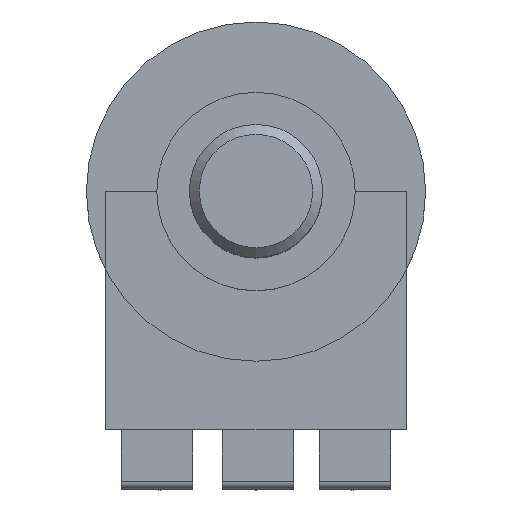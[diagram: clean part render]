
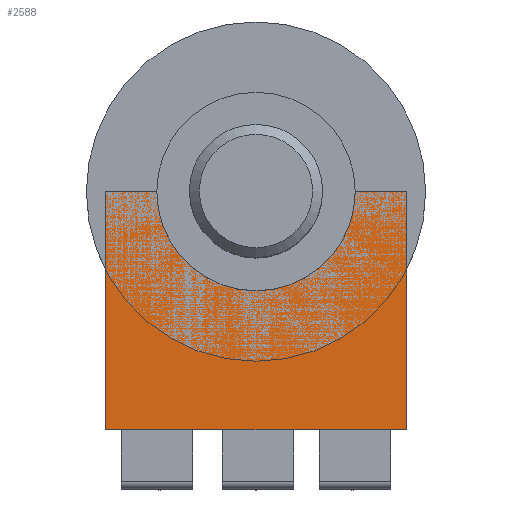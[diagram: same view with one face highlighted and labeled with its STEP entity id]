
A CAD part, top view. The second image highlights one B-rep face of the part: STEP entity #2588.
In plain terms, the highlighted planar face has unit normal (0, 0, 1).
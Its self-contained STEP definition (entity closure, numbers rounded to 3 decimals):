
#1066 = PLANE('',#1067);
#1067 = AXIS2_PLACEMENT_3D('',#1068,#1069,#1070);
#1068 = CARTESIAN_POINT('',(7.585,-12.,5.88));
#1069 = DIRECTION('',(0.,-1.,0.));
#1070 = DIRECTION('',(-1.,0.,0.));
#1367 = VERTEX_POINT('',#1368);
#1368 = CARTESIAN_POINT('',(7.585,-12.,7.));
#1382 = PLANE('',#1383);
#1383 = AXIS2_PLACEMENT_3D('',#1384,#1385,#1386);
#1384 = CARTESIAN_POINT('',(7.585,0.,5.88));
#1385 = DIRECTION('',(1.,0.,0.));
#1386 = DIRECTION('',(0.,-1.,0.));
#1394 = EDGE_CURVE('',#1367,#1395,#1397,.T.);
#1395 = VERTEX_POINT('',#1396);
#1396 = CARTESIAN_POINT('',(-7.585,-12.,7.));
#1397 = SURFACE_CURVE('',#1398,(#1402,#1409),.PCURVE_S1.);
#1398 = LINE('',#1399,#1400);
#1399 = CARTESIAN_POINT('',(7.585,-12.,7.));
#1400 = VECTOR('',#1401,1.);
#1401 = DIRECTION('',(-1.,0.,0.));
#1402 = PCURVE('',#1066,#1403);
#1403 = DEFINITIONAL_REPRESENTATION('',(#1404),#1408);
#1404 = LINE('',#1405,#1406);
#1405 = CARTESIAN_POINT('',(0.,-1.12));
#1406 = VECTOR('',#1407,1.);
#1407 = DIRECTION('',(1.,0.));
#1408 = ( GEOMETRIC_REPRESENTATION_CONTEXT(2) 
PARAMETRIC_REPRESENTATION_CONTEXT() REPRESENTATION_CONTEXT('2D SPACE',''
  ) );
#1409 = PCURVE('',#1410,#1415);
#1410 = PLANE('',#1411);
#1411 = AXIS2_PLACEMENT_3D('',#1412,#1413,#1414);
#1412 = CARTESIAN_POINT('',(-7.585,0.,7.));
#1413 = DIRECTION('',(0.,0.,1.));
#1414 = DIRECTION('',(1.,0.,0.));
#1415 = DEFINITIONAL_REPRESENTATION('',(#1416),#1420);
#1416 = LINE('',#1417,#1418);
#1417 = CARTESIAN_POINT('',(15.17,-12.));
#1418 = VECTOR('',#1419,1.);
#1419 = DIRECTION('',(-1.,0.));
#1420 = ( GEOMETRIC_REPRESENTATION_CONTEXT(2) 
PARAMETRIC_REPRESENTATION_CONTEXT() REPRESENTATION_CONTEXT('2D SPACE',''
  ) );
#1438 = PLANE('',#1439);
#1439 = AXIS2_PLACEMENT_3D('',#1440,#1441,#1442);
#1440 = CARTESIAN_POINT('',(-7.585,-12.,5.88));
#1441 = DIRECTION('',(-1.,0.,0.));
#1442 = DIRECTION('',(0.,1.,0.));
#1763 = PLANE('',#1764);
#1764 = AXIS2_PLACEMENT_3D('',#1765,#1766,#1767);
#1765 = CARTESIAN_POINT('',(-7.585,0.,5.88));
#1766 = DIRECTION('',(0.,1.,0.));
#1767 = DIRECTION('',(1.,0.,0.));
#2544 = EDGE_CURVE('',#1395,#2545,#2547,.T.);
#2545 = VERTEX_POINT('',#2546);
#2546 = CARTESIAN_POINT('',(-7.585,0.,7.));
#2547 = SURFACE_CURVE('',#2548,(#2552,#2559),.PCURVE_S1.);
#2548 = LINE('',#2549,#2550);
#2549 = CARTESIAN_POINT('',(-7.585,-12.,7.));
#2550 = VECTOR('',#2551,1.);
#2551 = DIRECTION('',(0.,1.,0.));
#2552 = PCURVE('',#1438,#2553);
#2553 = DEFINITIONAL_REPRESENTATION('',(#2554),#2558);
#2554 = LINE('',#2555,#2556);
#2555 = CARTESIAN_POINT('',(0.,-1.12));
#2556 = VECTOR('',#2557,1.);
#2557 = DIRECTION('',(1.,0.));
#2558 = ( GEOMETRIC_REPRESENTATION_CONTEXT(2) 
PARAMETRIC_REPRESENTATION_CONTEXT() REPRESENTATION_CONTEXT('2D SPACE',''
  ) );
#2559 = PCURVE('',#1410,#2560);
#2560 = DEFINITIONAL_REPRESENTATION('',(#2561),#2565);
#2561 = LINE('',#2562,#2563);
#2562 = CARTESIAN_POINT('',(0.,-12.));
#2563 = VECTOR('',#2564,1.);
#2564 = DIRECTION('',(0.,1.));
#2565 = ( GEOMETRIC_REPRESENTATION_CONTEXT(2) 
PARAMETRIC_REPRESENTATION_CONTEXT() REPRESENTATION_CONTEXT('2D SPACE',''
  ) );
#2588 = ADVANCED_FACE('',(#2589),#1410,.T.);
#2589 = FACE_BOUND('',#2590,.F.);
#2590 = EDGE_LOOP('',(#2591,#2614,#2635,#2636));
#2591 = ORIENTED_EDGE('',*,*,#2592,.T.);
#2592 = EDGE_CURVE('',#2545,#2593,#2595,.T.);
#2593 = VERTEX_POINT('',#2594);
#2594 = CARTESIAN_POINT('',(7.585,0.,7.));
#2595 = SURFACE_CURVE('',#2596,(#2600,#2607),.PCURVE_S1.);
#2596 = LINE('',#2597,#2598);
#2597 = CARTESIAN_POINT('',(-7.585,0.,7.));
#2598 = VECTOR('',#2599,1.);
#2599 = DIRECTION('',(1.,0.,0.));
#2600 = PCURVE('',#1410,#2601);
#2601 = DEFINITIONAL_REPRESENTATION('',(#2602),#2606);
#2602 = LINE('',#2603,#2604);
#2603 = CARTESIAN_POINT('',(0.,0.));
#2604 = VECTOR('',#2605,1.);
#2605 = DIRECTION('',(1.,0.));
#2606 = ( GEOMETRIC_REPRESENTATION_CONTEXT(2) 
PARAMETRIC_REPRESENTATION_CONTEXT() REPRESENTATION_CONTEXT('2D SPACE',''
  ) );
#2607 = PCURVE('',#1763,#2608);
#2608 = DEFINITIONAL_REPRESENTATION('',(#2609),#2613);
#2609 = LINE('',#2610,#2611);
#2610 = CARTESIAN_POINT('',(0.,-1.12));
#2611 = VECTOR('',#2612,1.);
#2612 = DIRECTION('',(1.,0.));
#2613 = ( GEOMETRIC_REPRESENTATION_CONTEXT(2) 
PARAMETRIC_REPRESENTATION_CONTEXT() REPRESENTATION_CONTEXT('2D SPACE',''
  ) );
#2614 = ORIENTED_EDGE('',*,*,#2615,.T.);
#2615 = EDGE_CURVE('',#2593,#1367,#2616,.T.);
#2616 = SURFACE_CURVE('',#2617,(#2621,#2628),.PCURVE_S1.);
#2617 = LINE('',#2618,#2619);
#2618 = CARTESIAN_POINT('',(7.585,0.,7.));
#2619 = VECTOR('',#2620,1.);
#2620 = DIRECTION('',(0.,-1.,0.));
#2621 = PCURVE('',#1410,#2622);
#2622 = DEFINITIONAL_REPRESENTATION('',(#2623),#2627);
#2623 = LINE('',#2624,#2625);
#2624 = CARTESIAN_POINT('',(15.17,0.));
#2625 = VECTOR('',#2626,1.);
#2626 = DIRECTION('',(0.,-1.));
#2627 = ( GEOMETRIC_REPRESENTATION_CONTEXT(2) 
PARAMETRIC_REPRESENTATION_CONTEXT() REPRESENTATION_CONTEXT('2D SPACE',''
  ) );
#2628 = PCURVE('',#1382,#2629);
#2629 = DEFINITIONAL_REPRESENTATION('',(#2630),#2634);
#2630 = LINE('',#2631,#2632);
#2631 = CARTESIAN_POINT('',(0.,-1.12));
#2632 = VECTOR('',#2633,1.);
#2633 = DIRECTION('',(1.,0.));
#2634 = ( GEOMETRIC_REPRESENTATION_CONTEXT(2) 
PARAMETRIC_REPRESENTATION_CONTEXT() REPRESENTATION_CONTEXT('2D SPACE',''
  ) );
#2635 = ORIENTED_EDGE('',*,*,#1394,.T.);
#2636 = ORIENTED_EDGE('',*,*,#2544,.T.);
